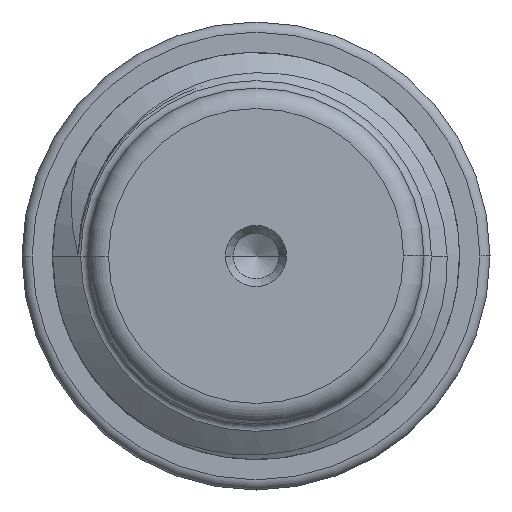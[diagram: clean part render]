
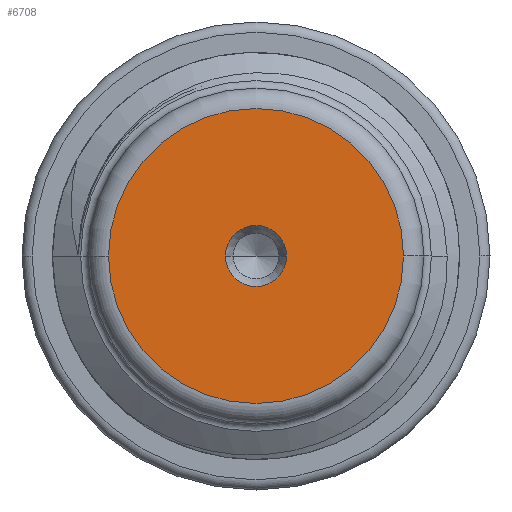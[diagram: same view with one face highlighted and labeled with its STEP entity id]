
A CAD part, left-side view. The second image highlights one B-rep face of the part: STEP entity #6708.
In plain terms, the highlighted planar face has unit normal (-1, 0, 0).
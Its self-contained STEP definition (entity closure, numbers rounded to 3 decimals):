
#56 = CARTESIAN_POINT ( 'NONE',  ( -26.009, 1.5, 0. ) ) ;
#204 = EDGE_CURVE ( 'NONE', #2361, #4785, #789, .T. ) ;
#257 = CARTESIAN_POINT ( 'NONE',  ( -26.009, -7.25, 0. ) ) ;
#686 = AXIS2_PLACEMENT_3D ( 'NONE', #1433, #5786, #2053 ) ;
#789 = CIRCLE ( 'NONE', #7623, 7.25 ) ;
#797 = EDGE_LOOP ( 'NONE', ( #7815, #1886 ) ) ;
#987 = DIRECTION ( 'NONE',  ( 0., 1., 0. ) ) ;
#1300 = EDGE_CURVE ( 'NONE', #4785, #2361, #7643, .T. ) ;
#1375 = ORIENTED_EDGE ( 'NONE', *, *, #7955, .T. ) ;
#1433 = CARTESIAN_POINT ( 'NONE',  ( -26.009, 0., 0. ) ) ;
#1886 = ORIENTED_EDGE ( 'NONE', *, *, #1300, .F. ) ;
#2053 = DIRECTION ( 'NONE',  ( 0., 1., 0. ) ) ;
#2187 = DIRECTION ( 'NONE',  ( 1., 0., 0. ) ) ;
#2204 = CARTESIAN_POINT ( 'NONE',  ( -26.009, 7.25, 0. ) ) ;
#2355 = CARTESIAN_POINT ( 'NONE',  ( -26.009, 0., 0. ) ) ;
#2361 = VERTEX_POINT ( 'NONE', #3128 ) ;
#2582 = ORIENTED_EDGE ( 'NONE', *, *, #4941, .T. ) ;
#2674 = VERTEX_POINT ( 'NONE', #56 ) ;
#3128 = CARTESIAN_POINT ( 'NONE',  ( -26.009, 7.25, 0. ) ) ;
#3394 = AXIS2_PLACEMENT_3D ( 'NONE', #2204, #7825, #4113 ) ;
#3497 = PLANE ( 'NONE',  #3394 ) ;
#4113 = DIRECTION ( 'NONE',  ( 0., -1., 0. ) ) ;
#4221 = CIRCLE ( 'NONE', #686, 1.5 ) ;
#4467 = CARTESIAN_POINT ( 'NONE',  ( -26.009, -1.5, 0. ) ) ;
#4785 = VERTEX_POINT ( 'NONE', #257 ) ;
#4941 = EDGE_CURVE ( 'NONE', #6940, #2674, #4221, .T. ) ;
#5335 = DIRECTION ( 'NONE',  ( 1., 0., 0. ) ) ;
#5786 = DIRECTION ( 'NONE',  ( 1., 0., 0. ) ) ;
#5905 = CARTESIAN_POINT ( 'NONE',  ( -26.009, 0., 0. ) ) ;
#6534 = DIRECTION ( 'NONE',  ( 0., 1., 0. ) ) ;
#6569 = CARTESIAN_POINT ( 'NONE',  ( -26.009, 0., 0. ) ) ;
#6697 = DIRECTION ( 'NONE',  ( 1., 0., 0. ) ) ;
#6708 = ADVANCED_FACE ( 'NONE', ( #7982, #7617 ), #3497, .T. ) ;
#6940 = VERTEX_POINT ( 'NONE', #4467 ) ;
#7202 = AXIS2_PLACEMENT_3D ( 'NONE', #5905, #2187, #6534 ) ;
#7335 = DIRECTION ( 'NONE',  ( 0., 1., 0. ) ) ;
#7617 = FACE_OUTER_BOUND ( 'NONE', #797, .T. ) ;
#7623 = AXIS2_PLACEMENT_3D ( 'NONE', #2355, #6697, #7335 ) ;
#7643 = CIRCLE ( 'NONE', #7653, 7.25 ) ;
#7653 = AXIS2_PLACEMENT_3D ( 'NONE', #6569, #5335, #987 ) ;
#7781 = CIRCLE ( 'NONE', #7202, 1.5 ) ;
#7788 = EDGE_LOOP ( 'NONE', ( #2582, #1375 ) ) ;
#7815 = ORIENTED_EDGE ( 'NONE', *, *, #204, .F. ) ;
#7825 = DIRECTION ( 'NONE',  ( -1., 0., 0. ) ) ;
#7955 = EDGE_CURVE ( 'NONE', #2674, #6940, #7781, .T. ) ;
#7982 = FACE_BOUND ( 'NONE', #7788, .T. ) ;
